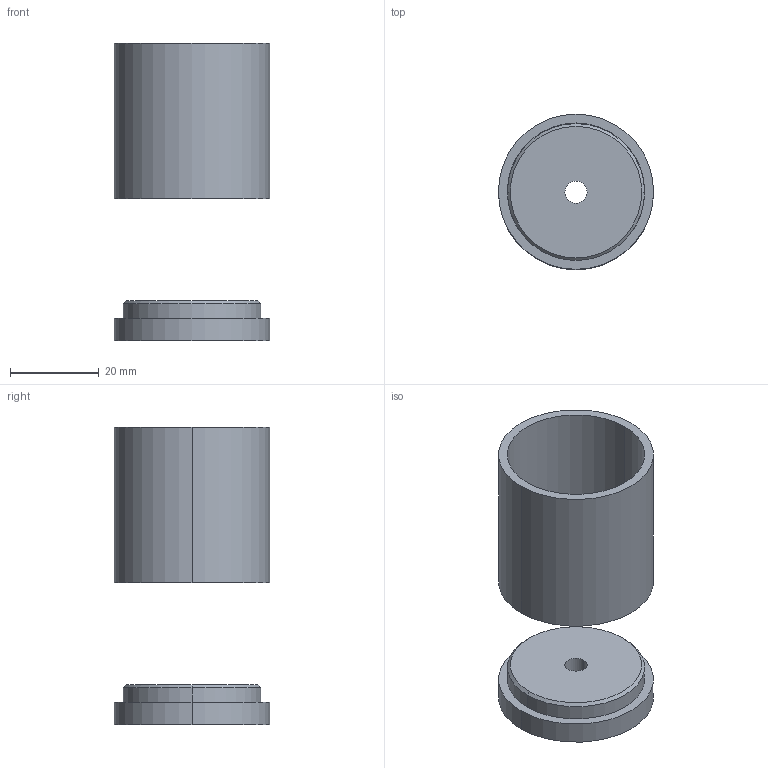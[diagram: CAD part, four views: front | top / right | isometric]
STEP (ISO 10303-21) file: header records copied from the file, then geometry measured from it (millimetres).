
FILE_DESCRIPTION((''),'2;1');
FILE_NAME('MOULD_ASSEMBLY_ASM','2026-02-23T10:52:33',('thoma'),(''),'CREO PARAMETRIC BY PTC INC, 2025123','CREO PARAMETRIC BY PTC INC, 2025123','');
FILE_SCHEMA(('CONFIG_CONTROL_DESIGN'));
Length unit declared in the file: millimetre
Products named in the file (3): MOULD_ADAPTED_V3; MOULD_LEAD_V3; MOULD_ASSEMBLY_ASM
Assembly tree (2 placements, depth 2):
  MOULD_ASSEMBLY_ASM
    MOULD_ADAPTED_V3
    MOULD_LEAD_V3
Bounding box: 35 x 35 x 67.02 mm (x, y, z)
Volume: 14880 mm3; surface area: 10599.2 mm2
Topology: 2 solids, 2 shells, 17 faces, 34 edges, 22 vertices
Faces by surface type: cylinder 10, plane 5, cone 2
Entity records: 550 total; most frequent: DIRECTION 100, CARTESIAN_POINT 78, ORIENTED_EDGE 68, AXIS2_PLACEMENT_3D 44, EDGE_CURVE 34, VERTEX_POINT 22, EDGE_LOOP 22, CIRCLE 22
